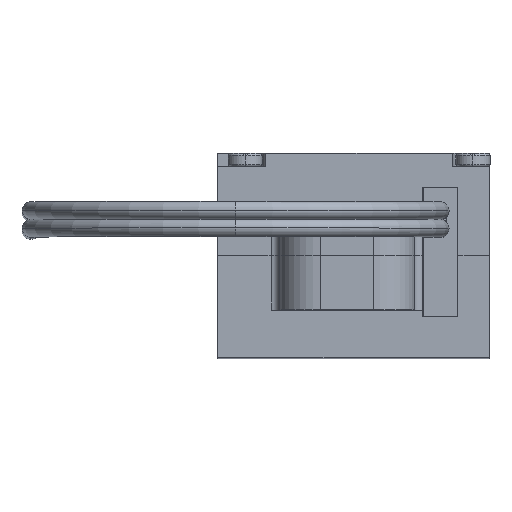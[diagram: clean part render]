
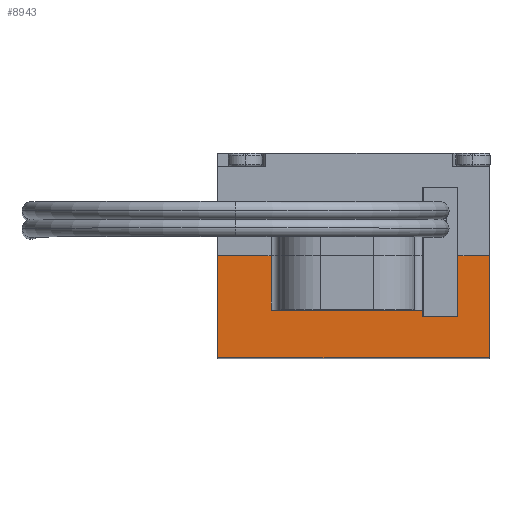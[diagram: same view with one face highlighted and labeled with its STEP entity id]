
A CAD part, top view. The second image highlights one B-rep face of the part: STEP entity #8943.
In plain terms, the highlighted planar face has unit normal (0, 0, 1).
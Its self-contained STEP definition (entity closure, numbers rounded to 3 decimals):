
#169 = VECTOR ( 'NONE', #1204, 1000. ) ;
#299 = EDGE_CURVE ( 'NONE', #772, #9733, #3246, .T. ) ;
#682 = CARTESIAN_POINT ( 'NONE',  ( 17.6, 3., 0. ) ) ;
#685 = CARTESIAN_POINT ( 'NONE',  ( 15., 3., 0. ) ) ;
#772 = VERTEX_POINT ( 'NONE', #11153 ) ;
#1076 = ORIENTED_EDGE ( 'NONE', *, *, #4567, .T. ) ;
#1204 = DIRECTION ( 'NONE',  ( 1., 0., 0. ) ) ;
#1535 = VERTEX_POINT ( 'NONE', #10666 ) ;
#1622 = CARTESIAN_POINT ( 'NONE',  ( 19.9, 7.5, 0. ) ) ;
#1636 = CARTESIAN_POINT ( 'NONE',  ( 4.5, 3.5, 0. ) ) ;
#2014 = EDGE_CURVE ( 'NONE', #5866, #12873, #14358, .T. ) ;
#2502 = VECTOR ( 'NONE', #11349, 1000. ) ;
#2816 = DIRECTION ( 'NONE',  ( -1., 0., 0. ) ) ;
#2826 = CARTESIAN_POINT ( 'NONE',  ( 3.9, 7.5, 0. ) ) ;
#2854 = EDGE_CURVE ( 'NONE', #9456, #9733, #3844, .T. ) ;
#3106 = ORIENTED_EDGE ( 'NONE', *, *, #14311, .T. ) ;
#3246 = LINE ( 'NONE', #13826, #169 ) ;
#3658 = VECTOR ( 'NONE', #3802, 1000. ) ;
#3772 = VECTOR ( 'NONE', #7443, 1000. ) ;
#3802 = DIRECTION ( 'NONE',  ( 0., 1., 0. ) ) ;
#3844 = LINE ( 'NONE', #14013, #6915 ) ;
#4013 = DIRECTION ( 'NONE',  ( 0., 0., -1. ) ) ;
#4484 = EDGE_CURVE ( 'NONE', #12873, #4964, #6740, .T. ) ;
#4491 = LINE ( 'NONE', #2826, #3772 ) ;
#4512 = VECTOR ( 'NONE', #7596, 1000. ) ;
#4567 = EDGE_CURVE ( 'NONE', #1535, #7617, #6013, .T. ) ;
#4594 = CARTESIAN_POINT ( 'NONE',  ( 17.6, 7.5, 0. ) ) ;
#4964 = VERTEX_POINT ( 'NONE', #4594 ) ;
#4973 = ORIENTED_EDGE ( 'NONE', *, *, #11019, .F. ) ;
#5157 = CARTESIAN_POINT ( 'NONE',  ( 19.9, 7.5, 0. ) ) ;
#5185 = EDGE_LOOP ( 'NONE', ( #1076, #9517, #4973, #6953, #10200, #10567, #6330, #5361, #6416, #3106 ) ) ;
#5257 = EDGE_CURVE ( 'NONE', #4964, #9456, #7436, .T. ) ;
#5339 = DIRECTION ( 'NONE',  ( 1., 0., 0. ) ) ;
#5361 = ORIENTED_EDGE ( 'NONE', *, *, #4484, .F. ) ;
#5368 = CARTESIAN_POINT ( 'NONE',  ( 19.9, 0., 0. ) ) ;
#5438 = CARTESIAN_POINT ( 'NONE',  ( 19.9, 7.5, 0. ) ) ;
#5866 = VERTEX_POINT ( 'NONE', #7093 ) ;
#6013 = LINE ( 'NONE', #1636, #14783 ) ;
#6315 = DIRECTION ( 'NONE',  ( 1., 0., 0. ) ) ;
#6330 = ORIENTED_EDGE ( 'NONE', *, *, #5257, .F. ) ;
#6416 = ORIENTED_EDGE ( 'NONE', *, *, #2014, .F. ) ;
#6496 = VERTEX_POINT ( 'NONE', #9732 ) ;
#6740 = LINE ( 'NONE', #8377, #3658 ) ;
#6915 = VECTOR ( 'NONE', #13959, 1000. ) ;
#6953 = ORIENTED_EDGE ( 'NONE', *, *, #11115, .T. ) ;
#7093 = CARTESIAN_POINT ( 'NONE',  ( 15., 3., 0. ) ) ;
#7226 = LINE ( 'NONE', #685, #4512 ) ;
#7436 = LINE ( 'NONE', #5438, #12101 ) ;
#7443 = DIRECTION ( 'NONE',  ( 0., 1., 0. ) ) ;
#7596 = DIRECTION ( 'NONE',  ( 0., 1., 0. ) ) ;
#7617 = VERTEX_POINT ( 'NONE', #10499 ) ;
#7793 = CARTESIAN_POINT ( 'NONE',  ( 0., 7.5, 0. ) ) ;
#7846 = EDGE_CURVE ( 'NONE', #7617, #6496, #4491, .T. ) ;
#8377 = CARTESIAN_POINT ( 'NONE',  ( 17.6, 3., 0. ) ) ;
#8541 = CARTESIAN_POINT ( 'NONE',  ( 19.9, 7.5, 0. ) ) ;
#8943 = ADVANCED_FACE ( 'NONE', ( #13579 ), #10888, .F. ) ;
#9225 = LINE ( 'NONE', #5157, #14613 ) ;
#9456 = VERTEX_POINT ( 'NONE', #1622 ) ;
#9517 = ORIENTED_EDGE ( 'NONE', *, *, #7846, .T. ) ;
#9682 = AXIS2_PLACEMENT_3D ( 'NONE', #8541, #4013, #12051 ) ;
#9732 = CARTESIAN_POINT ( 'NONE',  ( 3.9, 7.5, 0. ) ) ;
#9733 = VERTEX_POINT ( 'NONE', #5368 ) ;
#10200 = ORIENTED_EDGE ( 'NONE', *, *, #299, .T. ) ;
#10486 = VECTOR ( 'NONE', #12130, 1000. ) ;
#10499 = CARTESIAN_POINT ( 'NONE',  ( 3.9, 3.5, 0. ) ) ;
#10567 = ORIENTED_EDGE ( 'NONE', *, *, #2854, .F. ) ;
#10666 = CARTESIAN_POINT ( 'NONE',  ( 15., 3.5, 0. ) ) ;
#10888 = PLANE ( 'NONE',  #9682 ) ;
#11019 = EDGE_CURVE ( 'NONE', #14516, #6496, #9225, .T. ) ;
#11115 = EDGE_CURVE ( 'NONE', #14516, #772, #13536, .T. ) ;
#11153 = CARTESIAN_POINT ( 'NONE',  ( 0., 0., 0. ) ) ;
#11349 = DIRECTION ( 'NONE',  ( 1., 0., 0. ) ) ;
#12051 = DIRECTION ( 'NONE',  ( -1., 0., 0. ) ) ;
#12078 = CARTESIAN_POINT ( 'NONE',  ( 0., 7.5, 0. ) ) ;
#12101 = VECTOR ( 'NONE', #5339, 1000. ) ;
#12130 = DIRECTION ( 'NONE',  ( 0., -1., 0. ) ) ;
#12866 = CARTESIAN_POINT ( 'NONE',  ( 17.6, 3., 0. ) ) ;
#12873 = VERTEX_POINT ( 'NONE', #682 ) ;
#13536 = LINE ( 'NONE', #12078, #10486 ) ;
#13579 = FACE_OUTER_BOUND ( 'NONE', #5185, .T. ) ;
#13826 = CARTESIAN_POINT ( 'NONE',  ( 19.9, 0., 0. ) ) ;
#13959 = DIRECTION ( 'NONE',  ( 0., -1., 0. ) ) ;
#14013 = CARTESIAN_POINT ( 'NONE',  ( 19.9, 7.5, 0. ) ) ;
#14311 = EDGE_CURVE ( 'NONE', #5866, #1535, #7226, .T. ) ;
#14358 = LINE ( 'NONE', #12866, #2502 ) ;
#14516 = VERTEX_POINT ( 'NONE', #7793 ) ;
#14613 = VECTOR ( 'NONE', #6315, 1000. ) ;
#14783 = VECTOR ( 'NONE', #2816, 1000. ) ;
